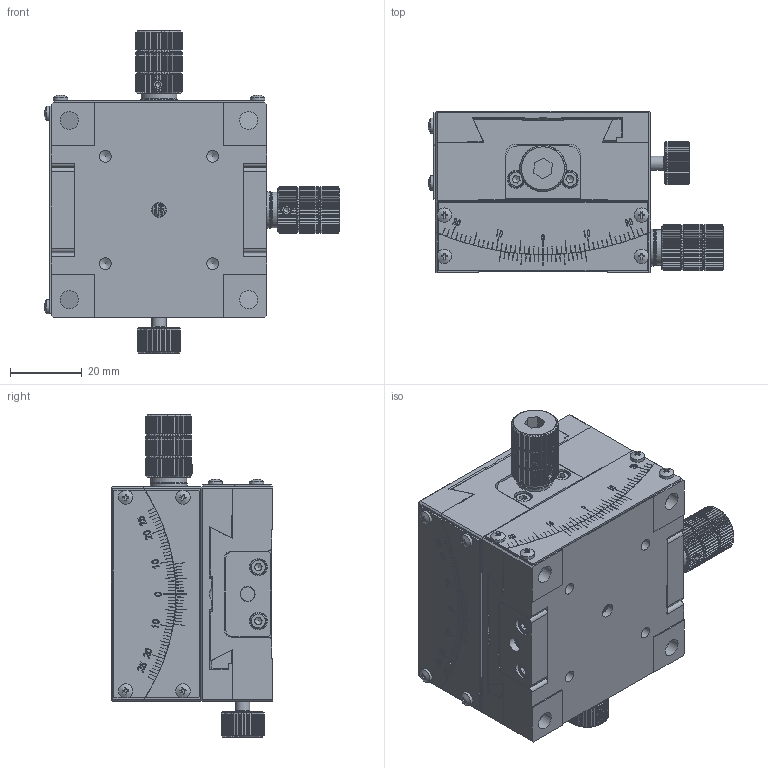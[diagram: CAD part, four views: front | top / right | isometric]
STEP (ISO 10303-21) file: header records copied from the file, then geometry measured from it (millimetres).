
FILE_DESCRIPTION (( 'STEP AP203' ), '1' );
FILE_NAME ('528958.STEP', '2024-11-12T06:41:01', ( 'Windows User' ), ( 'P R C' ), 'SwSTEP 2.0', 'SolidWorks 2020', '' );
FILE_SCHEMA (( 'CONFIG_CONTROL_DESIGN' ));
Products named in the file (1): 528958
Bounding box: 82.58 x 45 x 89.84 mm (x, y, z)
Volume: 156157.8 mm3; surface area: 75598.4 mm2
Topology: 44 solids, 44 shells, 3656 faces, 9610 edges, 6110 vertices
Faces by surface type: plane 1965, cylinder 914, cone 499, bspline 278
Full cylindrical faces by diameter (mm): 1.6 x8, 2 x8, 2.05 x8, 2.1 x10, 2.5 x26, 3 x2, 3.3 x14, 4 x26, 4.2 x1, 4.5 x12, 5 x4, 6.333 x2, 6.5 x4, 8 x8, 8.5 x1, 8.667 x1, 8.927 x1, 9 x8, 9.327 x1, 10 x4, 10.3 x5, 11 x3, 12 x4
Entity records: 128855 total; most frequent: CARTESIAN_POINT 42937, ORIENTED_EDGE 18332, DIRECTION 16894, EDGE_CURVE 9166, AXIS2_PLACEMENT_3D 6013, VERTEX_POINT 5958, VECTOR 4868, LINE 4868
